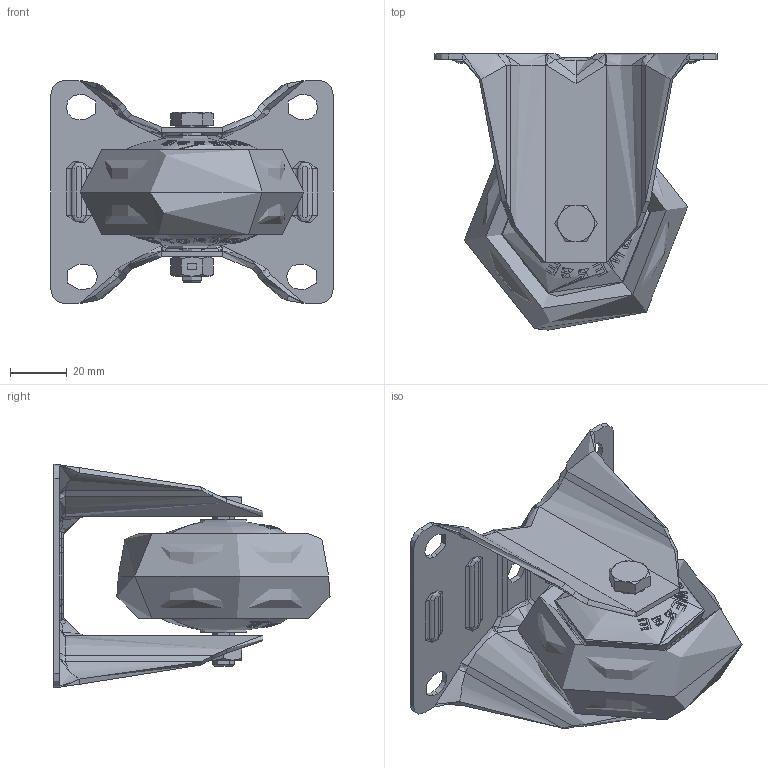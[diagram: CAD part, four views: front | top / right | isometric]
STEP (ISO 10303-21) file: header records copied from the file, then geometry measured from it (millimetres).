
FILE_DESCRIPTION (( 'STEP AP214' ), '1' );
FILE_NAME ('0055738.step', '2023-09-29T09:27:07', ( '' ), ( '' ), 'SwSTEP 2.0', 'SolidWorks 2020', '' );
FILE_SCHEMA (( 'AUTOMOTIVE_DESIGN' ));
Length unit declared in the file: millimetre
Products named in the file (1): 0055738
Bounding box: 100 x 97.74 x 79 mm (x, y, z)
Volume: 149078.6 mm3; surface area: 92205.4 mm2
Topology: 11 solids, 11 shells, 780 faces, 1896 edges, 1170 vertices
Faces by surface type: bspline 376, cylinder 144, plane 108, torus 92, cone 60
Entity records: 51010 total; most frequent: CARTESIAN_POINT 27045, ORIENTED_EDGE 3764, DIRECTION 2144, EDGE_CURVE 1882, VERTEX_POINT 1170, B_SPLINE_CURVE_WITH_KNOTS 956, AXIS2_PLACEMENT_3D 877, EDGE_LOOP 858
